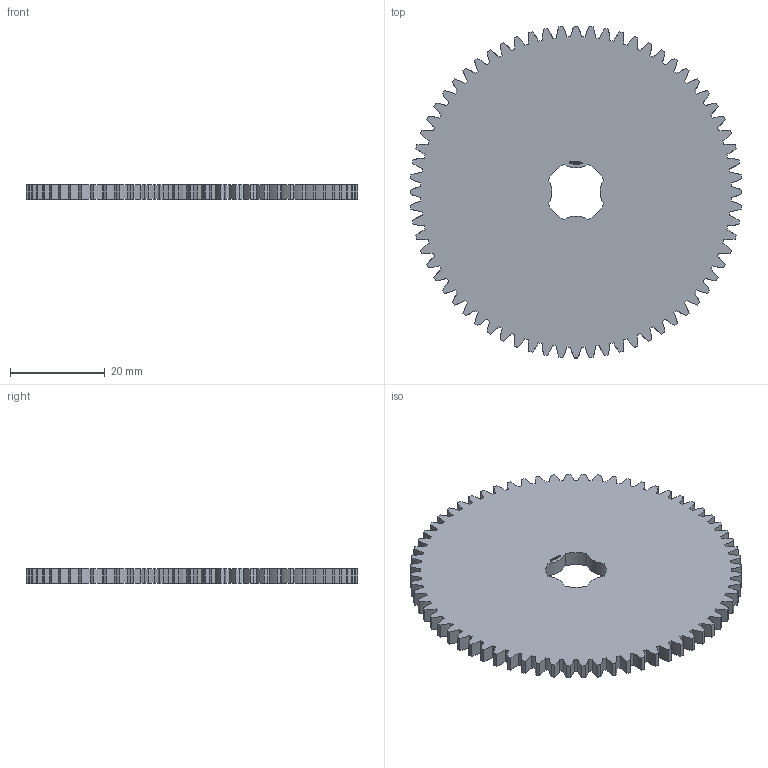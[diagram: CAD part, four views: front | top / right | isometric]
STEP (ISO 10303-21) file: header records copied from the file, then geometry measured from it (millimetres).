
FILE_DESCRIPTION(('FreeCAD Model'),'2;1');
FILE_NAME('Open CASCADE Shape Model','2024-03-10T22:56:26',(''),(''), 'Open CASCADE STEP processor 7.6','FreeCAD','Unknown');
FILE_SCHEMA(('AUTOMOTIVE_DESIGN { 1 0 10303 214 1 1 1 1 }'));
Products named in the file (1): Gear Wheel PLN TTH68 BU00.25 SFT-SHD - SPN-GWH-0249 (stemfie.org)
Bounding box: 70 x 70 x 3.12 mm (x, y, z)
Volume: 10956.9 mm3; surface area: 8487.3 mm2
Topology: 1 solids, 1 shells, 747 faces, 2142 edges, 1428 vertices
Faces by surface type: extrusion 414, plane 325, cylinder 8
Entity records: 70094 total; most frequent: CARTESIAN_POINT 24992, DIRECTION 5868, VECTOR 5152, LINE 4738, ORIENTED_EDGE 4284, PCURVE 4284, DEFINITIONAL_REPRESENTATION 4284, EDGE_CURVE 2142
